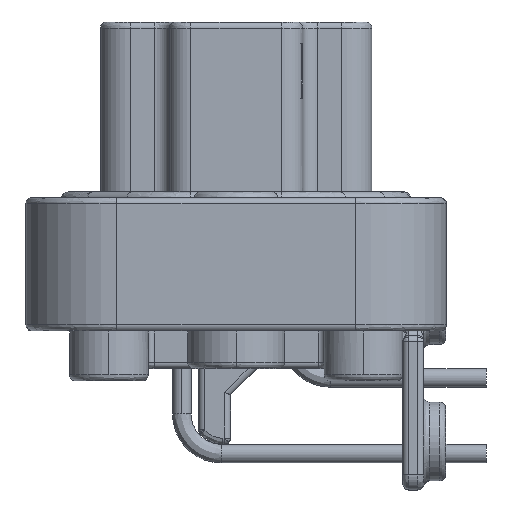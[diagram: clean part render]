
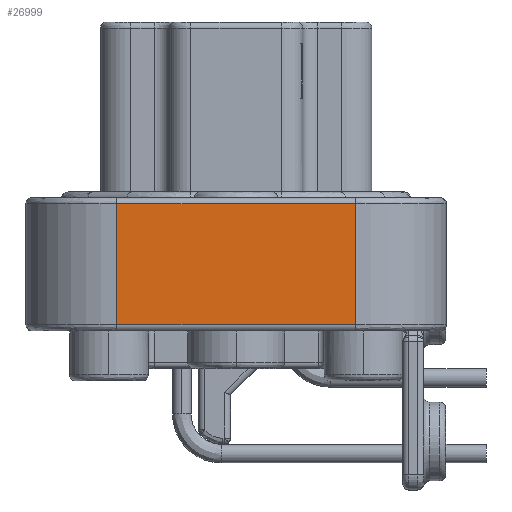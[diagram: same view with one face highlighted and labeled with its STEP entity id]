
A CAD part, left-side view. The second image highlights one B-rep face of the part: STEP entity #26999.
In plain terms, the highlighted planar face has unit normal (-1, 0, 0).
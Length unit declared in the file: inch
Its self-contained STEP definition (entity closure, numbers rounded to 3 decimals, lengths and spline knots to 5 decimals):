
#380 = ORIENTED_EDGE ( 'NONE', *, *, #18169, .T. ) ;
#2042 = VERTEX_POINT ( 'NONE', #20577 ) ;
#2834 = DIRECTION ( 'NONE',  ( 0., 0., 1. ) ) ;
#2949 = VERTEX_POINT ( 'NONE', #20040 ) ;
#3140 = ORIENTED_EDGE ( 'NONE', *, *, #5308, .F. ) ;
#3308 = EDGE_CURVE ( 'NONE', #12941, #2042, #5053, .T. ) ;
#3417 = VECTOR ( 'NONE', #22608, 39.37008 ) ;
#4009 = DIRECTION ( 'NONE',  ( 0., 0., -1. ) ) ;
#5053 = LINE ( 'NONE', #22088, #25941 ) ;
#5308 = EDGE_CURVE ( 'NONE', #2949, #15417, #25176, .T. ) ;
#6290 = LINE ( 'NONE', #20485, #3417 ) ;
#7497 = DIRECTION ( 'NONE',  ( 0., 0., -1. ) ) ;
#9316 = VECTOR ( 'NONE', #10328, 39.37008 ) ;
#9606 = CARTESIAN_POINT ( 'NONE',  ( -1.085, 0.394, 0. ) ) ;
#10328 = DIRECTION ( 'NONE',  ( 0., 1., 0. ) ) ;
#11587 = CARTESIAN_POINT ( 'NONE',  ( -1.085, 0.394, -0.6 ) ) ;
#12941 = VERTEX_POINT ( 'NONE', #11587 ) ;
#13767 = ORIENTED_EDGE ( 'NONE', *, *, #3308, .T. ) ;
#14441 = AXIS2_PLACEMENT_3D ( 'NONE', #9606, #19086, #2834 ) ;
#14477 = EDGE_LOOP ( 'NONE', ( #380, #13767, #16146, #3140 ) ) ;
#15417 = VERTEX_POINT ( 'NONE', #17770 ) ;
#16146 = ORIENTED_EDGE ( 'NONE', *, *, #20909, .F. ) ;
#16572 = PLANE ( 'NONE',  #14441 ) ;
#17089 = CARTESIAN_POINT ( 'NONE',  ( -1.085, 0.394, -0.6 ) ) ;
#17770 = CARTESIAN_POINT ( 'NONE',  ( -1.085, -0.394, -1. ) ) ;
#18169 = EDGE_CURVE ( 'NONE', #2949, #12941, #28487, .T. ) ;
#19086 = DIRECTION ( 'NONE',  ( -1., 0., 0. ) ) ;
#19777 = FACE_OUTER_BOUND ( 'NONE', #14477, .T. ) ;
#20040 = CARTESIAN_POINT ( 'NONE',  ( -1.085, -0.394, -0.6 ) ) ;
#20485 = CARTESIAN_POINT ( 'NONE',  ( -1.085, -0.39406, -1. ) ) ;
#20577 = CARTESIAN_POINT ( 'NONE',  ( -1.085, 0.394, -1. ) ) ;
#20909 = EDGE_CURVE ( 'NONE', #15417, #2042, #6290, .T. ) ;
#21135 = VECTOR ( 'NONE', #7497, 39.37008 ) ;
#22088 = CARTESIAN_POINT ( 'NONE',  ( -1.085, 0.394, 0. ) ) ;
#22608 = DIRECTION ( 'NONE',  ( 0., 1., 0. ) ) ;
#25176 = LINE ( 'NONE', #28320, #21135 ) ;
#25941 = VECTOR ( 'NONE', #4009, 39.37008 ) ;
#26999 = ADVANCED_FACE ( 'NONE', ( #19777 ), #16572, .T. ) ;
#28320 = CARTESIAN_POINT ( 'NONE',  ( -1.085, -0.394, 0. ) ) ;
#28487 = LINE ( 'NONE', #17089, #9316 ) ;
